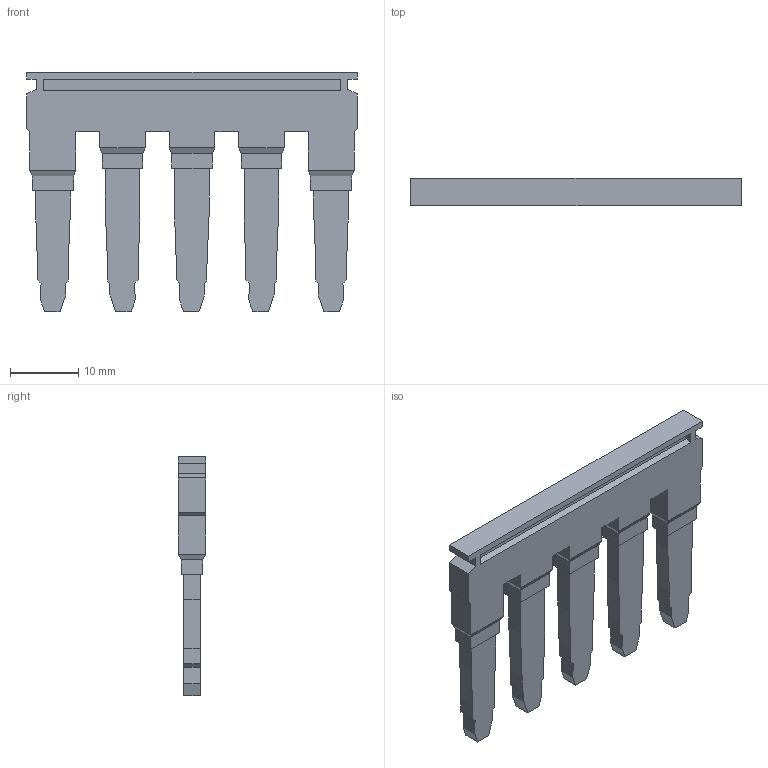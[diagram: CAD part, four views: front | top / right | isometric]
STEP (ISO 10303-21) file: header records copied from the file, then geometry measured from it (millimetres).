
FILE_DESCRIPTION(('Creo Elements/Direct Modeling STEP Export'),'2;1');
FILE_NAME('model.stp','2019-10-01T 0:35:29',(''),(''),'Creo Elements/Direct Modeling STEP processor for AP214 (Solid Model)','Creo Elements/Direct Modeling 20.1A 29-Sep-2018 (C) Parametric Technology GmbH','');
FILE_SCHEMA(('AUTOMOTIVE_DESIGN { 1 0 10303 214 1 1 1 1 }'));
Length unit declared in the file: millimetre
Products named in the file (2): FBS_5_10-select
Assembly tree (1 placements, depth 2):
  FBS_5_10-select
    FBS_5_10-select
Bounding box: 48.6 x 4 x 35.15 mm (x, y, z)
Volume: 3406.3 mm3; surface area: 3468.2 mm2
Topology: 1 solids, 1 shells, 159 faces, 410 edges, 260 vertices
Faces by surface type: plane 159
Entity records: 5888 total; most frequent: ORIENTED_EDGE 820, CARTESIAN_POINT 806, DIRECTION 694, EDGE_CURVE 410, VECTOR 398, LINE 398, VERTEX_POINT 260, EDGE_LOOP 166
